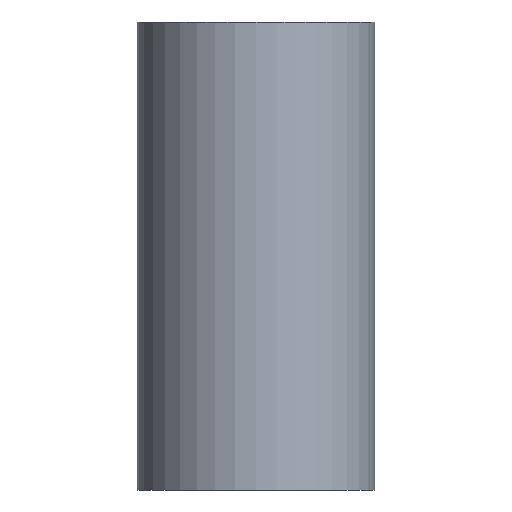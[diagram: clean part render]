
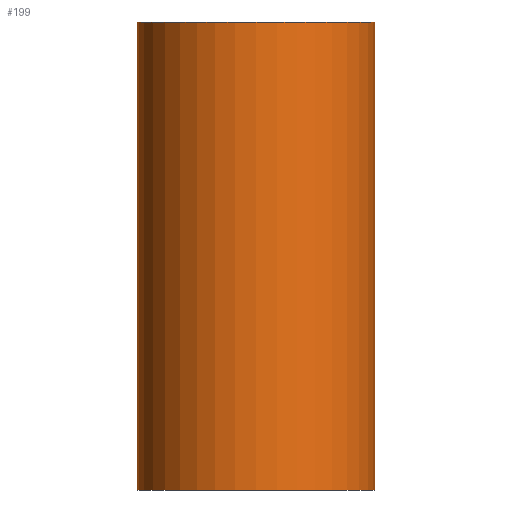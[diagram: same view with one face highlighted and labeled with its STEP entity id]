
A CAD part, front view. The second image highlights one B-rep face of the part: STEP entity #199.
In plain terms, the highlighted cylindrical face has radius 16.75 mm (diameter 33.5 mm), a full revolution.
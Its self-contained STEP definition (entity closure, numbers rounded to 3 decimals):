
#16=B_SPLINE_CURVE_WITH_KNOTS('',3,(#385,#386,#387,#388,#389,#390,#391,
#392,#393,#394,#395,#396,#397,#398,#399,#400,#401,#402,#403,#404,#405,#406,
#407,#408,#409,#410,#411,#412,#413,#414,#415,#416,#417,#418,#419,#420,#421,
#422,#423,#424,#425,#426,#427,#428,#429,#430,#431,#432,#433,#434,#435,#436,
#437,#438,#439,#440,#441,#442),.UNSPECIFIED.,.T.,.F.,(4,2,2,2,2,2,2,2,2,
2,2,2,2,2,2,2,2,2,2,2,2,2,2,2,2,2,2,2,4),(0.,0.292,0.584,
0.876,1.168,1.727,2.007,2.287,
2.567,2.847,3.406,3.698,3.99,
4.282,4.574,4.866,5.158,5.45,
5.742,6.301,6.581,6.861,7.141,
7.421,7.98,8.272,8.564,8.856,
9.148),.UNSPECIFIED.);
#29=CYLINDRICAL_SURFACE('',#232,16.75);
#46=FACE_BOUND('',#96,.T.);
#47=FACE_BOUND('',#97,.T.);
#63=FACE_OUTER_BOUND('',#95,.T.);
#95=EDGE_LOOP('',(#178));
#96=EDGE_LOOP('',(#179));
#97=EDGE_LOOP('',(#180));
#101=CIRCLE('',#208,16.75);
#105=CIRCLE('',#215,16.75);
#116=VERTEX_POINT('',#307);
#120=VERTEX_POINT('',#318);
#129=VERTEX_POINT('',#384);
#133=EDGE_CURVE('',#116,#116,#101,.T.);
#137=EDGE_CURVE('',#120,#120,#105,.T.);
#146=EDGE_CURVE('',#129,#129,#16,.T.);
#178=ORIENTED_EDGE('',*,*,#133,.F.);
#179=ORIENTED_EDGE('',*,*,#137,.F.);
#180=ORIENTED_EDGE('',*,*,#146,.T.);
#199=ADVANCED_FACE('',(#63,#46,#47),#29,.T.);
#208=AXIS2_PLACEMENT_3D('',#308,#247,#248);
#215=AXIS2_PLACEMENT_3D('',#319,#261,#262);
#232=AXIS2_PLACEMENT_3D('',#445,#295,#296);
#247=DIRECTION('center_axis',(0.,0.,1.));
#248=DIRECTION('ref_axis',(-1.,0.,0.));
#261=DIRECTION('center_axis',(0.,0.,-1.));
#262=DIRECTION('ref_axis',(-1.,0.,0.));
#295=DIRECTION('center_axis',(0.,0.,1.));
#296=DIRECTION('ref_axis',(-1.,0.,0.));
#307=CARTESIAN_POINT('',(16.75,0.,33.));
#308=CARTESIAN_POINT('Origin',(0.,0.,33.));
#318=CARTESIAN_POINT('',(16.75,0.,-33.));
#319=CARTESIAN_POINT('Origin',(0.,0.,-33.));
#384=CARTESIAN_POINT('',(14.,9.196,0.));
#385=CARTESIAN_POINT('Ctrl Pts',(14.,9.196,0.));
#386=CARTESIAN_POINT('Ctrl Pts',(14.,9.196,0.973));
#387=CARTESIAN_POINT('Ctrl Pts',(13.899,9.354,1.925));
#388=CARTESIAN_POINT('Ctrl Pts',(13.518,9.896,3.761));
#389=CARTESIAN_POINT('Ctrl Pts',(13.238,10.277,4.645));
#390=CARTESIAN_POINT('Ctrl Pts',(12.522,11.138,6.326));
#391=CARTESIAN_POINT('Ctrl Pts',(12.085,11.619,7.124));
#392=CARTESIAN_POINT('Ctrl Pts',(11.079,12.582,8.605));
#393=CARTESIAN_POINT('Ctrl Pts',(10.51,13.064,9.289));
#394=CARTESIAN_POINT('Ctrl Pts',(8.728,14.37,11.071));
#395=CARTESIAN_POINT('Ctrl Pts',(7.22,15.223,12.139));
#396=CARTESIAN_POINT('Ctrl Pts',(4.648,16.118,13.239));
#397=CARTESIAN_POINT('Ctrl Pts',(3.739,16.354,13.525));
#398=CARTESIAN_POINT('Ctrl Pts',(1.882,16.671,13.905));
#399=CARTESIAN_POINT('Ctrl Pts',(0.933,16.75,14.));
#400=CARTESIAN_POINT('Ctrl Pts',(-0.933,16.75,14.));
#401=CARTESIAN_POINT('Ctrl Pts',(-1.882,16.671,13.905));
#402=CARTESIAN_POINT('Ctrl Pts',(-3.739,16.354,13.525));
#403=CARTESIAN_POINT('Ctrl Pts',(-4.648,16.118,13.239));
#404=CARTESIAN_POINT('Ctrl Pts',(-7.22,15.223,12.139));
#405=CARTESIAN_POINT('Ctrl Pts',(-8.728,14.37,11.071));
#406=CARTESIAN_POINT('Ctrl Pts',(-10.51,13.064,9.289));
#407=CARTESIAN_POINT('Ctrl Pts',(-11.079,12.582,8.605));
#408=CARTESIAN_POINT('Ctrl Pts',(-12.085,11.619,7.124));
#409=CARTESIAN_POINT('Ctrl Pts',(-12.522,11.138,6.326));
#410=CARTESIAN_POINT('Ctrl Pts',(-13.238,10.277,4.645));
#411=CARTESIAN_POINT('Ctrl Pts',(-13.518,9.896,3.761));
#412=CARTESIAN_POINT('Ctrl Pts',(-13.899,9.354,1.925));
#413=CARTESIAN_POINT('Ctrl Pts',(-14.,9.196,0.973));
#414=CARTESIAN_POINT('Ctrl Pts',(-14.,9.196,-0.973));
#415=CARTESIAN_POINT('Ctrl Pts',(-13.899,9.354,-1.925));
#416=CARTESIAN_POINT('Ctrl Pts',(-13.518,9.896,-3.761));
#417=CARTESIAN_POINT('Ctrl Pts',(-13.238,10.277,-4.645));
#418=CARTESIAN_POINT('Ctrl Pts',(-12.522,11.138,-6.326));
#419=CARTESIAN_POINT('Ctrl Pts',(-12.085,11.619,-7.124));
#420=CARTESIAN_POINT('Ctrl Pts',(-11.079,12.582,-8.605));
#421=CARTESIAN_POINT('Ctrl Pts',(-10.51,13.064,-9.289));
#422=CARTESIAN_POINT('Ctrl Pts',(-8.728,14.37,-11.071));
#423=CARTESIAN_POINT('Ctrl Pts',(-7.22,15.223,-12.139));
#424=CARTESIAN_POINT('Ctrl Pts',(-4.648,16.118,-13.239));
#425=CARTESIAN_POINT('Ctrl Pts',(-3.739,16.354,-13.525));
#426=CARTESIAN_POINT('Ctrl Pts',(-1.882,16.671,-13.905));
#427=CARTESIAN_POINT('Ctrl Pts',(-0.933,16.75,-14.));
#428=CARTESIAN_POINT('Ctrl Pts',(0.933,16.75,-14.));
#429=CARTESIAN_POINT('Ctrl Pts',(1.882,16.671,-13.905));
#430=CARTESIAN_POINT('Ctrl Pts',(3.739,16.354,-13.525));
#431=CARTESIAN_POINT('Ctrl Pts',(4.648,16.118,-13.239));
#432=CARTESIAN_POINT('Ctrl Pts',(7.22,15.223,-12.139));
#433=CARTESIAN_POINT('Ctrl Pts',(8.728,14.37,-11.071));
#434=CARTESIAN_POINT('Ctrl Pts',(10.51,13.064,-9.289));
#435=CARTESIAN_POINT('Ctrl Pts',(11.079,12.582,-8.605));
#436=CARTESIAN_POINT('Ctrl Pts',(12.085,11.619,-7.124));
#437=CARTESIAN_POINT('Ctrl Pts',(12.522,11.138,-6.326));
#438=CARTESIAN_POINT('Ctrl Pts',(13.238,10.277,-4.645));
#439=CARTESIAN_POINT('Ctrl Pts',(13.518,9.896,-3.761));
#440=CARTESIAN_POINT('Ctrl Pts',(13.899,9.354,-1.925));
#441=CARTESIAN_POINT('Ctrl Pts',(14.,9.196,-0.973));
#442=CARTESIAN_POINT('Ctrl Pts',(14.,9.196,0.));
#445=CARTESIAN_POINT('Origin',(0.,0.,0.));
